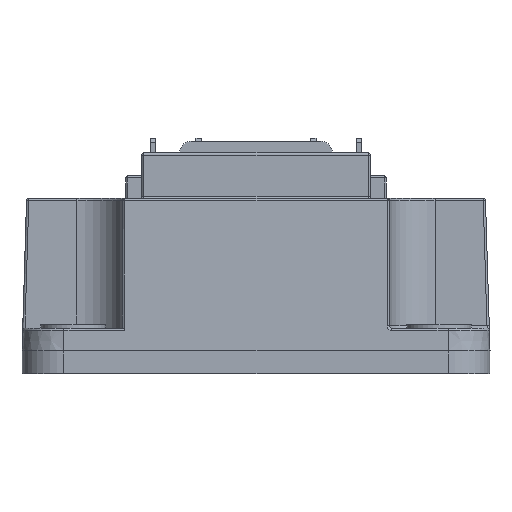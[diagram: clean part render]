
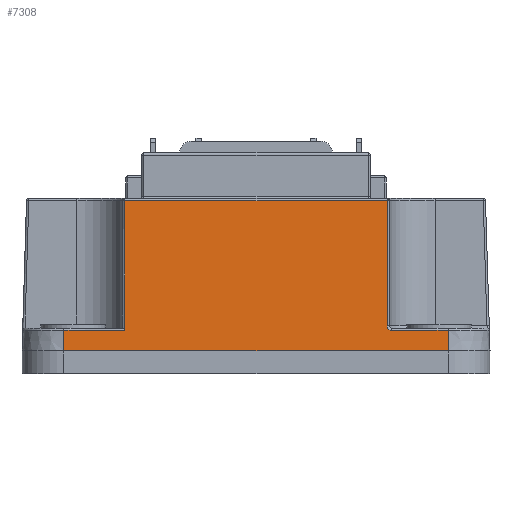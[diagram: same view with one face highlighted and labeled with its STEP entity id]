
A CAD part, left-side view. The second image highlights one B-rep face of the part: STEP entity #7308.
In plain terms, the highlighted planar face has unit normal (-1, 0, 0.03).
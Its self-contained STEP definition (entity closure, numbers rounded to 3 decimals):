
#121=ELLIPSE('',#7909,0.6,0.6);
#759=PLANE('',#8014);
#1153=FACE_OUTER_BOUND('',#1598,.T.);
#1598=EDGE_LOOP('',(#6396,#6397,#6398,#6399,#6400,#6401,#6402,#6403,#6404));
#2162=LINE('',#12588,#2777);
#2168=LINE('',#12649,#2783);
#2171=LINE('',#12666,#2786);
#2182=LINE('',#12711,#2797);
#2192=LINE('',#12754,#2807);
#2208=LINE('',#12804,#2823);
#2209=LINE('',#12806,#2824);
#2210=LINE('',#12807,#2825);
#2777=VECTOR('',#9372,10.);
#2783=VECTOR('',#9408,10.);
#2786=VECTOR('',#9431,10.);
#2797=VECTOR('',#9492,10.);
#2807=VECTOR('',#9550,10.);
#2823=VECTOR('',#9612,10.);
#2824=VECTOR('',#9613,10.);
#2825=VECTOR('',#9614,10.);
#3668=VERTEX_POINT('',#12572);
#3669=VERTEX_POINT('',#12573);
#3673=VERTEX_POINT('',#12583);
#3674=VERTEX_POINT('',#12587);
#3688=VERTEX_POINT('',#12645);
#3692=VERTEX_POINT('',#12660);
#3710=VERTEX_POINT('',#12747);
#3722=VERTEX_POINT('',#12803);
#3723=VERTEX_POINT('',#12805);
#4554=EDGE_CURVE('',#3668,#3669,#121,.T.);
#4561=EDGE_CURVE('',#3674,#3673,#2162,.T.);
#4579=EDGE_CURVE('',#3669,#3688,#2168,.T.);
#4588=EDGE_CURVE('',#3692,#3668,#2171,.T.);
#4612=EDGE_CURVE('',#3673,#3692,#2182,.T.);
#4635=EDGE_CURVE('',#3710,#3674,#2192,.T.);
#4660=EDGE_CURVE('',#3722,#3710,#2208,.T.);
#4661=EDGE_CURVE('',#3722,#3723,#2209,.T.);
#4662=EDGE_CURVE('',#3723,#3688,#2210,.T.);
#6396=ORIENTED_EDGE('',*,*,#4579,.F.);
#6397=ORIENTED_EDGE('',*,*,#4554,.F.);
#6398=ORIENTED_EDGE('',*,*,#4588,.F.);
#6399=ORIENTED_EDGE('',*,*,#4612,.F.);
#6400=ORIENTED_EDGE('',*,*,#4561,.F.);
#6401=ORIENTED_EDGE('',*,*,#4635,.F.);
#6402=ORIENTED_EDGE('',*,*,#4660,.F.);
#6403=ORIENTED_EDGE('',*,*,#4661,.T.);
#6404=ORIENTED_EDGE('',*,*,#4662,.T.);
#7308=ADVANCED_FACE('',(#1153),#759,.T.);
#7909=AXIS2_PLACEMENT_3D('',#12574,#9354,#9355);
#8014=AXIS2_PLACEMENT_3D('',#12802,#9610,#9611);
#9354=DIRECTION('center_axis',(-1.,0.,
0.03));
#9355=DIRECTION('ref_axis',(-0.03,0.,-1.));
#9372=DIRECTION('',(0.03,0.,1.));
#9408=DIRECTION('',(0.,-1.,0.));
#9431=DIRECTION('',(-0.03,0.,-1.));
#9492=DIRECTION('',(0.,-1.,0.));
#9550=DIRECTION('',(0.,-1.,0.));
#9610=DIRECTION('center_axis',(-1.,0.,
0.03));
#9611=DIRECTION('ref_axis',(0.,-1.,0.));
#9612=DIRECTION('',(0.03,0.,1.));
#9613=DIRECTION('',(0.,-1.,0.));
#9614=DIRECTION('',(0.03,0.,1.));
#12572=CARTESIAN_POINT('',(-50.306,-47.986,4.416));
#12573=CARTESIAN_POINT('',(-50.324,-48.586,3.816));
#12574=CARTESIAN_POINT('Origin',(-50.306,-48.586,4.416));
#12583=CARTESIAN_POINT('',(-49.814,-13.586,20.816));
#12587=CARTESIAN_POINT('',(-50.324,-13.586,3.816));
#12588=CARTESIAN_POINT('',(-50.355,-13.586,2.804));
#12645=CARTESIAN_POINT('',(-50.324,-55.986,3.816));
#12649=CARTESIAN_POINT('',(-50.324,-18.186,3.816));
#12660=CARTESIAN_POINT('',(-49.814,-47.986,20.816));
#12666=CARTESIAN_POINT('',(-50.36,-47.986,2.606));
#12711=CARTESIAN_POINT('',(-49.814,-18.186,20.816));
#12747=CARTESIAN_POINT('',(-50.324,-5.586,3.816));
#12754=CARTESIAN_POINT('',(-50.324,-18.186,3.816));
#12802=CARTESIAN_POINT('Origin',(-50.405,-5.586,1.107));
#12803=CARTESIAN_POINT('',(-50.405,-5.586,1.107));
#12804=CARTESIAN_POINT('',(-50.405,-5.586,1.107));
#12805=CARTESIAN_POINT('',(-50.405,-55.986,1.107));
#12806=CARTESIAN_POINT('',(-50.405,-5.586,1.107));
#12807=CARTESIAN_POINT('',(-50.405,-55.986,1.107));
